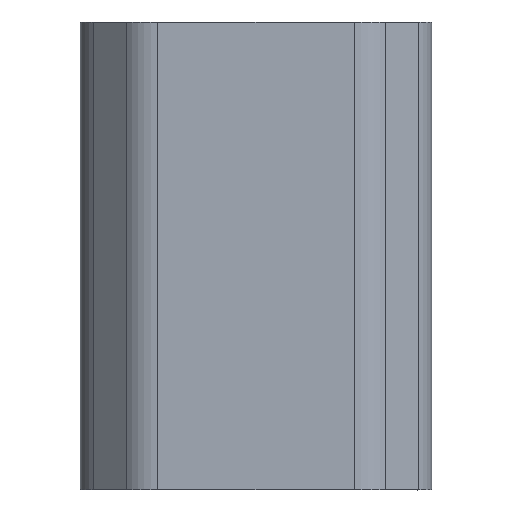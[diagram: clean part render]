
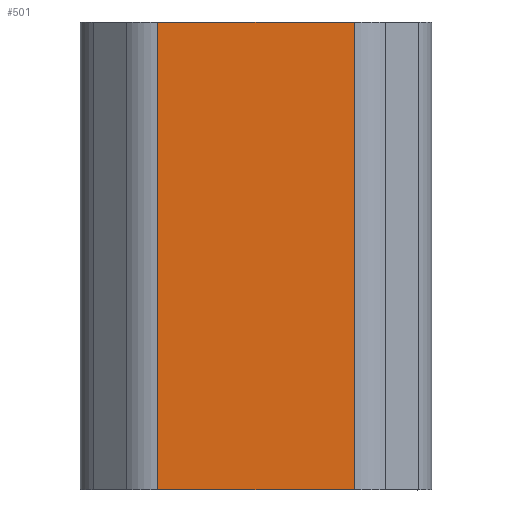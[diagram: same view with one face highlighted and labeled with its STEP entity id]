
A CAD part, front view. The second image highlights one B-rep face of the part: STEP entity #501.
In plain terms, the highlighted planar face has unit normal (0, -1, 0).
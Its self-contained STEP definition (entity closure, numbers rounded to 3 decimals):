
#59=FACE_OUTER_BOUND('',#85,.T.);
#85=EDGE_LOOP('',(#422,#423,#424,#425));
#110=LINE('',#764,#163);
#119=LINE('',#795,#172);
#140=LINE('',#847,#193);
#141=LINE('',#849,#194);
#163=VECTOR('',#606,10.);
#172=VECTOR('',#629,10.);
#193=VECTOR('',#686,10.);
#194=VECTOR('',#689,10.);
#222=VERTEX_POINT('',#761);
#223=VERTEX_POINT('',#763);
#237=VERTEX_POINT('',#792);
#238=VERTEX_POINT('',#794);
#272=EDGE_CURVE('',#222,#223,#110,.T.);
#287=EDGE_CURVE('',#237,#238,#119,.T.);
#315=EDGE_CURVE('',#237,#223,#140,.T.);
#316=EDGE_CURVE('',#238,#222,#141,.T.);
#422=ORIENTED_EDGE('',*,*,#316,.F.);
#423=ORIENTED_EDGE('',*,*,#287,.F.);
#424=ORIENTED_EDGE('',*,*,#315,.T.);
#425=ORIENTED_EDGE('',*,*,#272,.F.);
#480=PLANE('',#561);
#501=ADVANCED_FACE('',(#59),#480,.T.);
#561=AXIS2_PLACEMENT_3D('',#848,#687,#688);
#606=DIRECTION('',(1.,0.,0.));
#629=DIRECTION('',(-1.,0.,0.));
#686=DIRECTION('',(0.,0.,1.));
#687=DIRECTION('center_axis',(0.,-1.,0.));
#688=DIRECTION('ref_axis',(-1.,0.,0.));
#689=DIRECTION('',(0.,0.,1.));
#761=CARTESIAN_POINT('',(7.929,-25.,-2.5));
#763=CARTESIAN_POINT('',(52.071,-25.,-2.5));
#764=CARTESIAN_POINT('',(18.964,-25.,-2.5));
#792=CARTESIAN_POINT('',(52.071,-25.,-107.9));
#794=CARTESIAN_POINT('',(7.929,-25.,-107.9));
#795=CARTESIAN_POINT('',(61.536,-25.,-107.9));
#847=CARTESIAN_POINT('',(52.071,-25.,-26.5));
#848=CARTESIAN_POINT('Origin',(52.071,-25.,-12.));
#849=CARTESIAN_POINT('',(7.929,-25.,-26.5));
